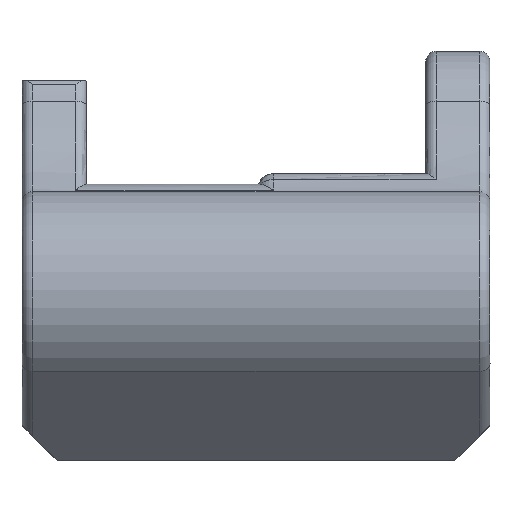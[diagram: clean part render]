
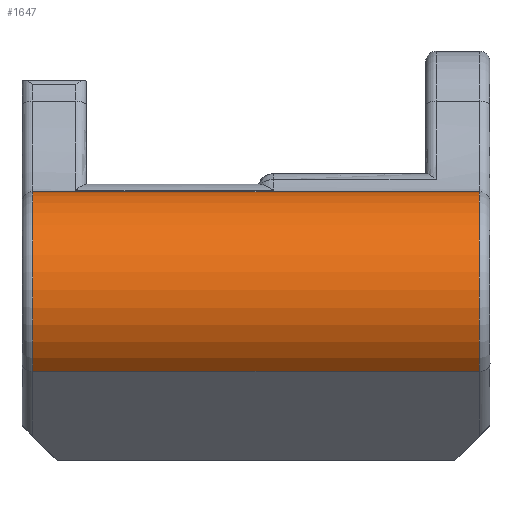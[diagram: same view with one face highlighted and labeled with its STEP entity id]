
A CAD part, front view. The second image highlights one B-rep face of the part: STEP entity #1647.
In plain terms, the highlighted cylindrical face has radius 4.5 mm (diameter 9 mm), a partial arc.
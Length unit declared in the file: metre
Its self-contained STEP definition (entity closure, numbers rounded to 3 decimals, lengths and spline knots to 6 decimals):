
#14=CIRCLE('',#1744,0.0045);
#29=CIRCLE('',#1770,0.0045);
#157=CYLINDRICAL_SURFACE('',#1800,0.0045);
#225=LINE('',#3254,#301);
#226=LINE('',#3256,#302);
#301=VECTOR('',#2099,1.);
#302=VECTOR('',#2102,1.);
#522=ORIENTED_EDGE('',*,*,#897,.F.);
#523=ORIENTED_EDGE('',*,*,#987,.T.);
#524=ORIENTED_EDGE('',*,*,#937,.F.);
#525=ORIENTED_EDGE('',*,*,#988,.F.);
#897=EDGE_CURVE('',#1144,#1145,#14,.T.);
#937=EDGE_CURVE('',#1175,#1176,#29,.T.);
#987=EDGE_CURVE('',#1144,#1176,#225,.T.);
#988=EDGE_CURVE('',#1145,#1175,#226,.T.);
#1144=VERTEX_POINT('',#2569);
#1145=VERTEX_POINT('',#2571);
#1175=VERTEX_POINT('',#2830);
#1176=VERTEX_POINT('',#2831);
#1395=EDGE_LOOP('',(#522,#523,#524,#525));
#1510=FACE_BOUND('',#1395,.T.);
#1647=ADVANCED_FACE('',(#1510),#157,.T.);
#1744=AXIS2_PLACEMENT_3D('',#2570,#1963,#1964);
#1770=AXIS2_PLACEMENT_3D('',#2829,#2028,#2029);
#1800=AXIS2_PLACEMENT_3D('',#3255,#2100,#2101);
#1963=DIRECTION('',(-1.,0.,0.));
#1964=DIRECTION('',(0.,-0.834,0.551));
#2028=DIRECTION('',(1.,0.,0.));
#2029=DIRECTION('',(0.,-0.834,0.551));
#2099=DIRECTION('',(1.,0.,0.));
#2100=DIRECTION('',(1.,0.,0.));
#2101=DIRECTION('',(0.,0.373,0.928));
#2102=DIRECTION('',(1.,0.,0.));
#2569=CARTESIAN_POINT('',(-0.070371,0.019703,0.004361));
#2570=CARTESIAN_POINT('',(-0.070371,0.022886,0.007543));
#2571=CARTESIAN_POINT('',(-0.070371,0.024564,0.011718));
#2829=CARTESIAN_POINT('',(-0.051271,0.022886,0.007543));
#2830=CARTESIAN_POINT('',(-0.051271,0.024564,0.011718));
#2831=CARTESIAN_POINT('',(-0.051271,0.019703,0.004361));
#3254=CARTESIAN_POINT('',(-0.070821,0.019703,0.004361));
#3255=CARTESIAN_POINT('',(-0.070821,0.022886,0.007543));
#3256=CARTESIAN_POINT('',(-0.070821,0.024564,0.011718));
